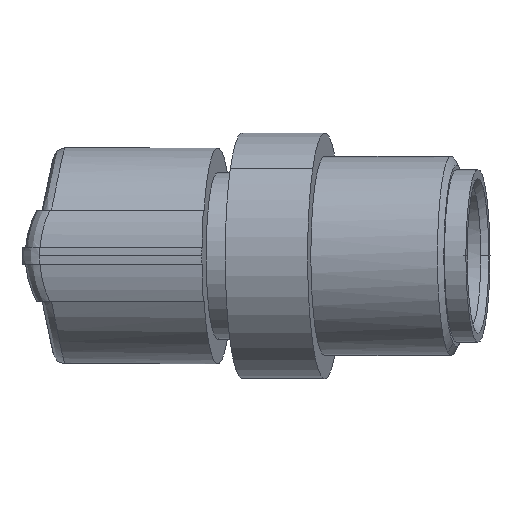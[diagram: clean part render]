
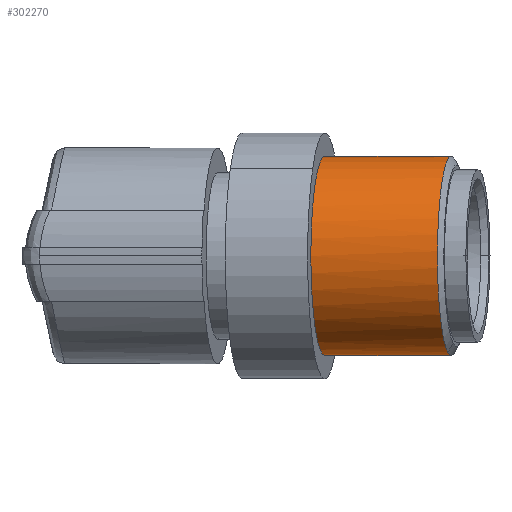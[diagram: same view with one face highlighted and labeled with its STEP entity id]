
A CAD part, left-side view. The second image highlights one B-rep face of the part: STEP entity #302270.
In plain terms, the highlighted cylindrical face has radius 6 mm (diameter 12 mm), a partial arc.
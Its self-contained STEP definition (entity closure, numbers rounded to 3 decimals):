
#290890=CARTESIAN_POINT('',(12.296,41.797,
212.444));
#290900=DIRECTION('',(-0.7,0.7,
0.139));
#290910=DIRECTION('',(-0.707,-0.707,
0.));
#290920=AXIS2_PLACEMENT_3D('',#290890,#290900,#290910);
#290930=CIRCLE('',#290920,6.);
#290940=CARTESIAN_POINT('',(8.053,37.554,
212.444));
#290950=VERTEX_POINT('',#290940);
#290960=CARTESIAN_POINT('',(16.538,46.04,
212.444));
#290970=VERTEX_POINT('',#290960);
#290980=EDGE_CURVE('',#290950,#290970,#290930,.T.);
#291180=CARTESIAN_POINT('',(6.694,47.399,
213.558));
#291190=DIRECTION('',(-0.7,0.7,
0.139));
#291200=DIRECTION('',(-0.707,-0.707,
0.));
#291210=AXIS2_PLACEMENT_3D('',#291180,#291190,#291200);
#291220=CYLINDRICAL_SURFACE('',#291210,6.);
#291230=CARTESIAN_POINT('',(10.936,51.641,
213.558));
#291240=DIRECTION('',(-0.7,0.7,
0.139));
#291250=VECTOR('',#291240,1.);
#291260=LINE('',#291230,#291250);
#291270=CARTESIAN_POINT('',(11.159,51.419,
213.513));
#291280=VERTEX_POINT('',#291270);
#291290=EDGE_CURVE('',#290970,#291280,#291260,.T.);
#291310=CARTESIAN_POINT('',(6.916,47.176,
213.513));
#291320=DIRECTION('',(0.7,-0.7,
-0.139));
#291330=DIRECTION('',(0.708,0.658,
0.256));
#291340=AXIS2_PLACEMENT_3D('',#291310,#291320,#291330);
#291350=CIRCLE('',#291340,6.);
#291400=CARTESIAN_POINT('',(2.674,42.934,
213.513));
#291410=VERTEX_POINT('',#291400);
#291440=CARTESIAN_POINT('',(2.451,43.156,
213.558));
#291450=DIRECTION('',(-0.7,0.7,
0.139));
#291460=VECTOR('',#291450,1.);
#291470=LINE('',#291440,#291460);
#291480=EDGE_CURVE('',#290950,#291410,#291470,.T.);
#291720=CARTESIAN_POINT('',(11.167,51.122,
215.051));
#291730=VERTEX_POINT('',#291720);
#291760=EDGE_CURVE('',#291730,#291410,#291350,.T.);
#298620=CARTESIAN_POINT('',(11.181,51.389,
213.773));
#298630=VERTEX_POINT('',#298620);
#298640=EDGE_CURVE('',#298630,#291730,#291350,.T.);
#298700=EDGE_CURVE('',#291280,#298630,#291350,.T.);
#302190=ORIENTED_EDGE('',*,*,#291290,.T.);
#302200=ORIENTED_EDGE('',*,*,#290980,.T.);
#302210=ORIENTED_EDGE('',*,*,#291480,.F.);
#302220=ORIENTED_EDGE('',*,*,#291760,.T.);
#302230=ORIENTED_EDGE('',*,*,#298640,.T.);
#302240=ORIENTED_EDGE('',*,*,#298700,.T.);
#302250=EDGE_LOOP('',(#302240,#302230,#302220,#302210,#302200,#302190));
#302260=FACE_OUTER_BOUND('',#302250,.T.);
#302270=ADVANCED_FACE('',(#302260),#291220,.T.);
